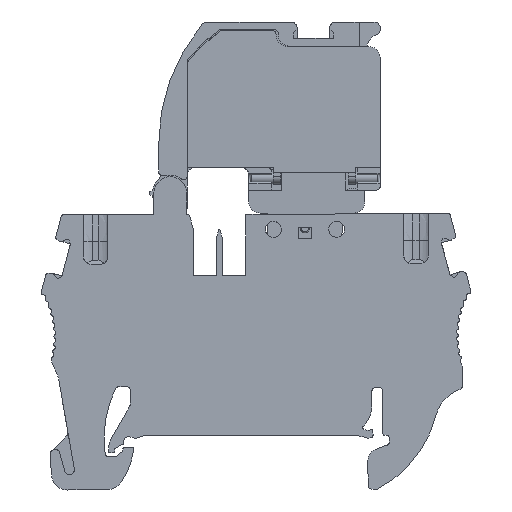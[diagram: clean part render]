
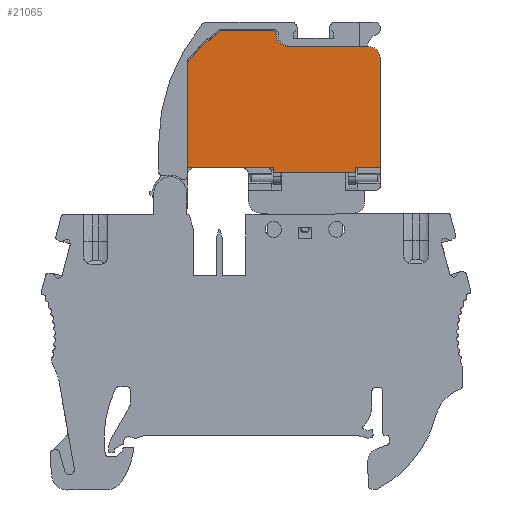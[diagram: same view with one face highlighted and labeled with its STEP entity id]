
A CAD part, front view. The second image highlights one B-rep face of the part: STEP entity #21065.
In plain terms, the highlighted planar face has unit normal (0, -1, 0).
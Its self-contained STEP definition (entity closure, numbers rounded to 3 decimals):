
#564=CIRCLE('',#21335,0.55);
#565=CIRCLE('',#21338,1.5);
#567=CIRCLE('',#21342,1.5);
#571=CIRCLE('',#21349,0.55);
#572=CIRCLE('',#21351,27.8);
#574=CIRCLE('',#21354,0.55);
#5468=ORIENTED_EDGE('',*,*,#5924,.F.);
#5469=ORIENTED_EDGE('',*,*,#6251,.F.);
#5470=ORIENTED_EDGE('',*,*,#6226,.F.);
#5471=ORIENTED_EDGE('',*,*,#6225,.F.);
#5472=ORIENTED_EDGE('',*,*,#6222,.F.);
#5473=ORIENTED_EDGE('',*,*,#6219,.F.);
#5474=ORIENTED_EDGE('',*,*,#6217,.F.);
#5475=ORIENTED_EDGE('',*,*,#6214,.F.);
#5476=ORIENTED_EDGE('',*,*,#6247,.F.);
#5477=ORIENTED_EDGE('',*,*,#6244,.F.);
#5478=ORIENTED_EDGE('',*,*,#6241,.F.);
#5479=ORIENTED_EDGE('',*,*,#6239,.F.);
#5480=ORIENTED_EDGE('',*,*,#6237,.F.);
#5481=ORIENTED_EDGE('',*,*,#6449,.F.);
#5482=ORIENTED_EDGE('',*,*,#5939,.F.);
#5483=ORIENTED_EDGE('',*,*,#6451,.F.);
#5924=EDGE_CURVE('',#8155,#8156,#9649,.T.);
#5939=EDGE_CURVE('',#8166,#8167,#9660,.T.);
#6214=EDGE_CURVE('',#8386,#8387,#564,.T.);
#6217=EDGE_CURVE('',#8387,#8388,#9871,.T.);
#6219=EDGE_CURVE('',#8388,#8389,#565,.T.);
#6222=EDGE_CURVE('',#8389,#8390,#9875,.T.);
#6225=EDGE_CURVE('',#8390,#8393,#567,.T.);
#6226=EDGE_CURVE('',#8393,#8394,#9877,.T.);
#6237=EDGE_CURVE('',#8402,#8403,#9885,.T.);
#6239=EDGE_CURVE('',#8403,#8404,#571,.T.);
#6241=EDGE_CURVE('',#8404,#8405,#572,.T.);
#6244=EDGE_CURVE('',#8405,#8407,#574,.T.);
#6247=EDGE_CURVE('',#8407,#8386,#9890,.T.);
#6251=EDGE_CURVE('',#8394,#8155,#9894,.T.);
#6449=EDGE_CURVE('',#8167,#8402,#9970,.T.);
#6451=EDGE_CURVE('',#8156,#8166,#9972,.T.);
#8155=VERTEX_POINT('',#27677);
#8156=VERTEX_POINT('',#27679);
#8166=VERTEX_POINT('',#27704);
#8167=VERTEX_POINT('',#27706);
#8386=VERTEX_POINT('',#28253);
#8387=VERTEX_POINT('',#28255);
#8388=VERTEX_POINT('',#28259);
#8389=VERTEX_POINT('',#28263);
#8390=VERTEX_POINT('',#28267);
#8393=VERTEX_POINT('',#28274);
#8394=VERTEX_POINT('',#28279);
#8402=VERTEX_POINT('',#28298);
#8403=VERTEX_POINT('',#28300);
#8404=VERTEX_POINT('',#28304);
#8405=VERTEX_POINT('',#28308);
#8407=VERTEX_POINT('',#28314);
#9649=LINE('',#27678,#11237);
#9660=LINE('',#27705,#11248);
#9871=LINE('',#28260,#11459);
#9875=LINE('',#28270,#11463);
#9877=LINE('',#28278,#11465);
#9885=LINE('',#28299,#11473);
#9890=LINE('',#28318,#11478);
#9894=LINE('',#28326,#11482);
#9970=LINE('',#28723,#11558);
#9972=LINE('',#28726,#11560);
#11237=VECTOR('',#23031,1000.);
#11248=VECTOR('',#23052,1000.);
#11459=VECTOR('',#23507,1000.);
#11463=VECTOR('',#23517,1000.);
#11465=VECTOR('',#23527,1000.);
#11473=VECTOR('',#23543,1000.);
#11478=VECTOR('',#23566,1000.);
#11482=VECTOR('',#23578,1000.);
#11558=VECTOR('',#23908,1000.);
#11560=VECTOR('',#23912,1000.);
#13412=EDGE_LOOP('',(#5468,#5469,#5470,#5471,#5472,#5473,#5474,#5475,#5476,
#5477,#5478,#5479,#5480,#5481,#5482,#5483));
#14266=FACE_BOUND('',#13412,.T.);
#14738=PLANE('',#22513);
#21065=ADVANCED_FACE('',(#14266),#14738,.F.);
#21335=AXIS2_PLACEMENT_3D('',#28254,#23501,#23502);
#21338=AXIS2_PLACEMENT_3D('',#28264,#23511,#23512);
#21342=AXIS2_PLACEMENT_3D('',#28276,#23523,#23524);
#21349=AXIS2_PLACEMENT_3D('',#28303,#23547,#23548);
#21351=AXIS2_PLACEMENT_3D('',#28307,#23552,#23553);
#21354=AXIS2_PLACEMENT_3D('',#28313,#23559,#23560);
#22513=AXIS2_PLACEMENT_3D('',#31707,#26972,#26973);
#23031=DIRECTION('',(0.,0.,-1.));
#23052=DIRECTION('',(0.,0.,1.));
#23501=DIRECTION('',(0.,1.,0.));
#23502=DIRECTION('',(-1.,0.,0.));
#23507=DIRECTION('',(0.,0.,-1.));
#23511=DIRECTION('',(0.,-1.,0.));
#23512=DIRECTION('',(1.,0.,0.));
#23517=DIRECTION('',(1.,0.,0.));
#23523=DIRECTION('',(0.,1.,0.));
#23524=DIRECTION('',(-1.,0.,0.));
#23527=DIRECTION('',(0.,0.,-1.));
#23543=DIRECTION('',(0.,0.,1.));
#23547=DIRECTION('',(0.,1.,0.));
#23548=DIRECTION('',(1.,0.,0.));
#23552=DIRECTION('',(0.,1.,0.));
#23553=DIRECTION('',(1.,0.,0.));
#23559=DIRECTION('',(0.,1.,0.));
#23560=DIRECTION('',(1.,0.,0.));
#23566=DIRECTION('',(1.,0.,0.));
#23578=DIRECTION('',(-1.,0.,0.));
#23908=DIRECTION('',(-1.,0.,0.));
#23912=DIRECTION('',(-1.,0.,0.));
#26972=DIRECTION('',(0.,1.,0.));
#26973=DIRECTION('',(0.,0.,1.));
#27677=CARTESIAN_POINT('',(11.457,-2.7,24.389));
#27678=CARTESIAN_POINT('',(11.457,-2.7,24.389));
#27679=CARTESIAN_POINT('',(11.457,-2.7,23.689));
#27704=CARTESIAN_POINT('',(0.657,-2.7,23.689));
#27705=CARTESIAN_POINT('',(0.657,-2.7,23.689));
#27706=CARTESIAN_POINT('',(0.657,-2.7,24.389));
#28253=CARTESIAN_POINT('',(0.487,-2.7,42.339));
#28254=CARTESIAN_POINT('',(0.487,-2.7,41.789));
#28255=CARTESIAN_POINT('',(1.037,-2.7,41.789));
#28259=CARTESIAN_POINT('',(1.037,-2.7,41.689));
#28260=CARTESIAN_POINT('',(1.037,-2.7,41.789));
#28263=CARTESIAN_POINT('',(2.537,-2.7,40.189));
#28264=CARTESIAN_POINT('',(2.537,-2.7,41.689));
#28267=CARTESIAN_POINT('',(13.157,-2.7,40.189));
#28270=CARTESIAN_POINT('',(2.537,-2.7,40.189));
#28274=CARTESIAN_POINT('',(14.657,-2.7,38.689));
#28276=CARTESIAN_POINT('',(13.157,-2.7,38.689));
#28278=CARTESIAN_POINT('',(14.657,-2.7,38.689));
#28279=CARTESIAN_POINT('',(14.657,-2.7,24.389));
#28298=CARTESIAN_POINT('',(-10.493,-2.7,24.389));
#28299=CARTESIAN_POINT('',(-10.493,-2.7,24.389));
#28300=CARTESIAN_POINT('',(-10.493,-2.7,38.011));
#28303=CARTESIAN_POINT('',(-9.943,-2.7,38.011));
#28304=CARTESIAN_POINT('',(-10.358,-2.7,38.371));
#28307=CARTESIAN_POINT('',(10.657,-2.7,20.173));
#28308=CARTESIAN_POINT('',(-6.27,-2.7,42.226));
#28313=CARTESIAN_POINT('',(-5.935,-2.7,41.789));
#28314=CARTESIAN_POINT('',(-5.935,-2.7,42.339));
#28318=CARTESIAN_POINT('',(-5.935,-2.7,42.339));
#28326=CARTESIAN_POINT('',(14.657,-2.7,24.389));
#28723=CARTESIAN_POINT('',(0.657,-2.7,24.389));
#28726=CARTESIAN_POINT('',(11.457,-2.7,23.689));
#31707=CARTESIAN_POINT('',(-9.943,-2.7,38.011));
